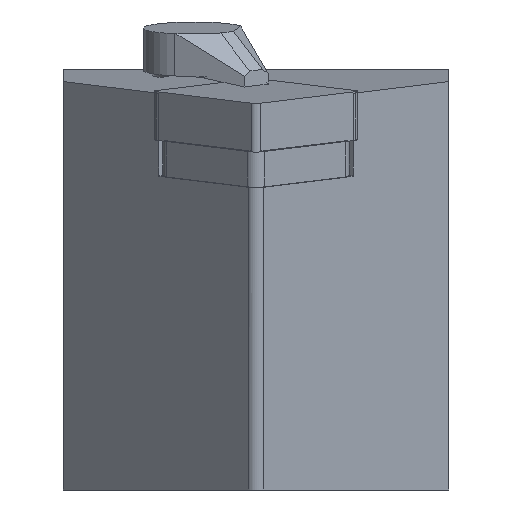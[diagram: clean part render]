
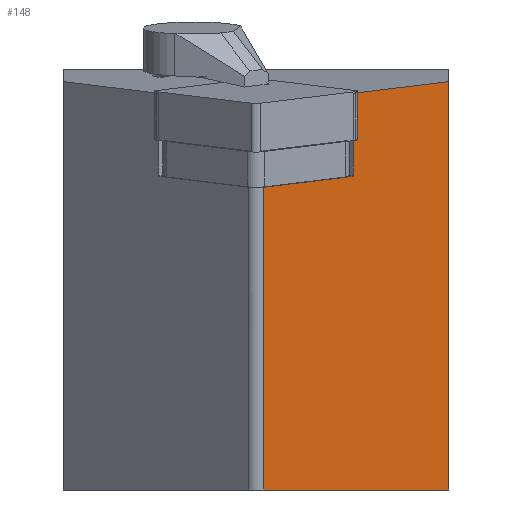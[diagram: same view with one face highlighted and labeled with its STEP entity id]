
A CAD part, left-side view. The second image highlights one B-rep face of the part: STEP entity #148.
In plain terms, the highlighted planar face has unit normal (-0.702, -0.707, -0.086).
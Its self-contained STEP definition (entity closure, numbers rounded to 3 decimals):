
#148=ADVANCED_FACE('',(#230),#195,.F.);
#195=PLANE('',#1013);
#230=FACE_OUTER_BOUND('',#279,.T.);
#279=EDGE_LOOP('',(#561,#562,#563,#564,#565,#566,#567));
#318=LINE('',#1334,#412);
#322=LINE('',#1343,#416);
#336=LINE('',#1375,#430);
#344=LINE('',#1395,#438);
#347=LINE('',#1400,#441);
#350=LINE('',#1406,#444);
#351=LINE('',#1407,#445);
#412=VECTOR('',#1083,1.);
#416=VECTOR('',#1089,1.);
#430=VECTOR('',#1111,1.);
#438=VECTOR('',#1127,1.);
#441=VECTOR('',#1134,1.);
#444=VECTOR('',#1143,1.);
#445=VECTOR('',#1144,1.);
#561=ORIENTED_EDGE('',*,*,#882,.T.);
#562=ORIENTED_EDGE('',*,*,#846,.F.);
#563=ORIENTED_EDGE('',*,*,#883,.F.);
#564=ORIENTED_EDGE('',*,*,#876,.T.);
#565=ORIENTED_EDGE('',*,*,#879,.F.);
#566=ORIENTED_EDGE('',*,*,#866,.F.);
#567=ORIENTED_EDGE('',*,*,#850,.T.);
#761=VERTEX_POINT('',#1332);
#763=VERTEX_POINT('',#1335);
#766=VERTEX_POINT('',#1342);
#767=VERTEX_POINT('',#1344);
#781=VERTEX_POINT('',#1376);
#786=VERTEX_POINT('',#1390);
#788=VERTEX_POINT('',#1394);
#846=EDGE_CURVE('',#761,#763,#318,.T.);
#850=EDGE_CURVE('',#767,#766,#322,.T.);
#866=EDGE_CURVE('',#767,#781,#336,.T.);
#876=EDGE_CURVE('',#786,#788,#344,.T.);
#879=EDGE_CURVE('',#781,#788,#347,.T.);
#882=EDGE_CURVE('',#766,#763,#350,.T.);
#883=EDGE_CURVE('',#786,#761,#351,.T.);
#1013=AXIS2_PLACEMENT_3D('',#1408,#1145,#1146);
#1083=DIRECTION('',(0.702,-0.707,0.086));
#1089=DIRECTION('',(-0.702,0.707,-0.086));
#1111=DIRECTION('',(0.122,0.,-0.993));
#1127=DIRECTION('',(0.122,0.,-0.993));
#1134=DIRECTION('',(-0.71,0.704,0.));
#1143=DIRECTION('',(0.122,0.,-0.993));
#1144=DIRECTION('',(0.702,-0.707,0.086));
#1145=DIRECTION('',(0.702,0.707,0.086));
#1146=DIRECTION('',(-0.71,0.704,0.));
#1332=CARTESIAN_POINT('',(-171.009,-12.61,11.601));
#1334=CARTESIAN_POINT('',(-181.94,-1.597,10.258));
#1335=CARTESIAN_POINT('',(-170.43,-13.194,11.672));
#1342=CARTESIAN_POINT('',(-171.748,-13.194,22.401));
#1343=CARTESIAN_POINT('',(-184.751,-0.092,20.804));
#1344=CARTESIAN_POINT('',(-159.427,-25.607,23.914));
#1375=CARTESIAN_POINT('',(-200.91,-25.607,361.771));
#1376=CARTESIAN_POINT('',(-152.93,-25.607,-29.));
#1390=CARTESIAN_POINT('',(-181.94,-1.597,10.258));
#1394=CARTESIAN_POINT('',(-177.12,-1.597,-29.));
#1395=CARTESIAN_POINT('',(-224.741,-1.597,358.844));
#1400=CARTESIAN_POINT('',(-181.733,2.981,-29.));
#1406=CARTESIAN_POINT('',(-172.747,-13.194,30.541));
#1407=CARTESIAN_POINT('',(-181.94,-1.597,10.258));
#1408=CARTESIAN_POINT('',(-224.741,-1.597,358.844));
